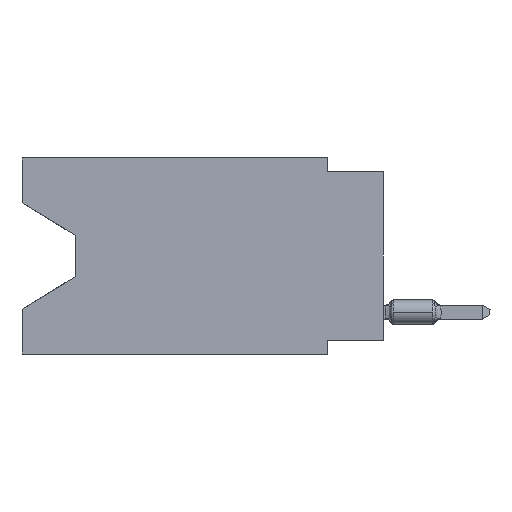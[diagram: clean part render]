
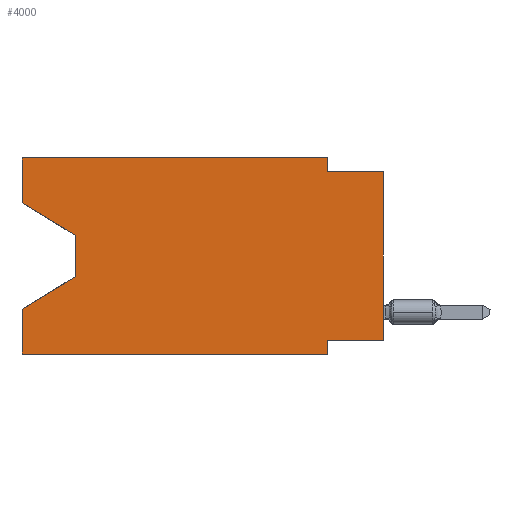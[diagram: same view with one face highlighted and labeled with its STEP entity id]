
A CAD part, left-side view. The second image highlights one B-rep face of the part: STEP entity #4000.
In plain terms, the highlighted planar face has unit normal (-1, 0, 0).
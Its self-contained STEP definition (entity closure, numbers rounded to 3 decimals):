
#85 = CARTESIAN_POINT ( 'NONE',  ( 0., 13.97, -5.385 ) ) ;
#623 = EDGE_CURVE ( 'NONE', #1538, #7508, #11896, .T. ) ;
#1084 = CARTESIAN_POINT ( 'NONE',  ( 0., 16.383, -8.89 ) ) ;
#1149 = CARTESIAN_POINT ( 'NONE',  ( 0., 2.54, 0. ) ) ;
#1538 = VERTEX_POINT ( 'NONE', #1149 ) ;
#1589 = CARTESIAN_POINT ( 'NONE',  ( 0., 16.383, -8.89 ) ) ;
#1961 = CARTESIAN_POINT ( 'NONE',  ( 0., 16.383, 0. ) ) ;
#2303 = EDGE_CURVE ( 'NONE', #17388, #20735, #26443, .T. ) ;
#2494 = LINE ( 'NONE', #15372, #12118 ) ;
#2571 = VERTEX_POINT ( 'NONE', #85 ) ;
#2767 = DIRECTION ( 'NONE',  ( 0., -1., 0. ) ) ;
#3038 = DIRECTION ( 'NONE',  ( 0., -1., 0. ) ) ;
#3144 = ORIENTED_EDGE ( 'NONE', *, *, #623, .F. ) ;
#4000 = ADVANCED_FACE ( 'NONE', ( #23151 ), #6237, .F. ) ;
#4136 = CARTESIAN_POINT ( 'NONE',  ( 0., 13.97, -5.385 ) ) ;
#4525 = DIRECTION ( 'NONE',  ( 0., -0.855, -0.519 ) ) ;
#4646 = ORIENTED_EDGE ( 'NONE', *, *, #25392, .T. ) ;
#4856 = DIRECTION ( 'NONE',  ( 0., 0., 1. ) ) ;
#5387 = CARTESIAN_POINT ( 'NONE',  ( 0., 0., -0.635 ) ) ;
#5535 = EDGE_CURVE ( 'NONE', #6180, #2571, #21072, .T. ) ;
#6090 = DIRECTION ( 'NONE',  ( 0., 0., -1. ) ) ;
#6180 = VERTEX_POINT ( 'NONE', #21951 ) ;
#6237 = PLANE ( 'NONE',  #26052 ) ;
#6583 = ORIENTED_EDGE ( 'NONE', *, *, #2303, .T. ) ;
#6682 = CARTESIAN_POINT ( 'NONE',  ( 0., 0., -0.635 ) ) ;
#7319 = LINE ( 'NONE', #5387, #9474 ) ;
#7444 = DIRECTION ( 'NONE',  ( 0., -1., 0. ) ) ;
#7508 = VERTEX_POINT ( 'NONE', #27006 ) ;
#8094 = EDGE_CURVE ( 'NONE', #16641, #6180, #21580, .T. ) ;
#8804 = VECTOR ( 'NONE', #6090, 1000. ) ;
#9474 = VECTOR ( 'NONE', #3038, 1000. ) ;
#9664 = EDGE_CURVE ( 'NONE', #26614, #20735, #16210, .T. ) ;
#10264 = CARTESIAN_POINT ( 'NONE',  ( 0., 0., -8.255 ) ) ;
#10342 = DIRECTION ( 'NONE',  ( 0., 0., 1. ) ) ;
#11548 = DIRECTION ( 'NONE',  ( 0., 1., 0. ) ) ;
#11896 = LINE ( 'NONE', #17870, #25481 ) ;
#12085 = ORIENTED_EDGE ( 'NONE', *, *, #24377, .F. ) ;
#12118 = VECTOR ( 'NONE', #4856, 1000. ) ;
#12601 = CARTESIAN_POINT ( 'NONE',  ( 0., 16.383, 0. ) ) ;
#12753 = EDGE_CURVE ( 'NONE', #17388, #15684, #16724, .T. ) ;
#12867 = VECTOR ( 'NONE', #14257, 1000. ) ;
#13020 = VECTOR ( 'NONE', #17292, 1000. ) ;
#13264 = CARTESIAN_POINT ( 'NONE',  ( 0., 16.383, -6.852 ) ) ;
#13317 = ORIENTED_EDGE ( 'NONE', *, *, #19558, .F. ) ;
#13387 = CARTESIAN_POINT ( 'NONE',  ( 0., 16.383, -2.038 ) ) ;
#14257 = DIRECTION ( 'NONE',  ( 0., 0., -1. ) ) ;
#14400 = CARTESIAN_POINT ( 'NONE',  ( 0., 2.54, -8.89 ) ) ;
#14568 = CARTESIAN_POINT ( 'NONE',  ( 0., 2.54, -8.255 ) ) ;
#14689 = DIRECTION ( 'NONE',  ( 1., 0., 0. ) ) ;
#14940 = LINE ( 'NONE', #4136, #13020 ) ;
#15237 = EDGE_LOOP ( 'NONE', ( #15752, #19411, #23090, #24356, #6583, #27096, #22205, #4646, #12085, #3144, #13317, #23397 ) ) ;
#15361 = CARTESIAN_POINT ( 'NONE',  ( 0., 2.54, -8.89 ) ) ;
#15372 = CARTESIAN_POINT ( 'NONE',  ( 0., 0., 0. ) ) ;
#15445 = EDGE_CURVE ( 'NONE', #2571, #15684, #14940, .T. ) ;
#15677 = VECTOR ( 'NONE', #25080, 1000. ) ;
#15684 = VERTEX_POINT ( 'NONE', #13264 ) ;
#15752 = ORIENTED_EDGE ( 'NONE', *, *, #8094, .T. ) ;
#16210 = LINE ( 'NONE', #14400, #12867 ) ;
#16500 = VERTEX_POINT ( 'NONE', #6682 ) ;
#16641 = VERTEX_POINT ( 'NONE', #18697 ) ;
#16724 = LINE ( 'NONE', #18537, #24052 ) ;
#17044 = CARTESIAN_POINT ( 'NONE',  ( 0., 16.383, 0. ) ) ;
#17292 = DIRECTION ( 'NONE',  ( 0., 0.855, -0.519 ) ) ;
#17388 = VERTEX_POINT ( 'NONE', #1589 ) ;
#17439 = CARTESIAN_POINT ( 'NONE',  ( 0., 16.383, 0. ) ) ;
#17870 = CARTESIAN_POINT ( 'NONE',  ( 0., 2.54, 0. ) ) ;
#17928 = CARTESIAN_POINT ( 'NONE',  ( 0., 0., -8.255 ) ) ;
#18537 = CARTESIAN_POINT ( 'NONE',  ( 0., 16.383, 0. ) ) ;
#18697 = CARTESIAN_POINT ( 'NONE',  ( 0., 16.383, -2.038 ) ) ;
#18718 = DIRECTION ( 'NONE',  ( 0., 0., -1. ) ) ;
#18765 = VECTOR ( 'NONE', #11548, 1000. ) ;
#18804 = VERTEX_POINT ( 'NONE', #10264 ) ;
#19120 = CARTESIAN_POINT ( 'NONE',  ( 0., 13.97, -3.505 ) ) ;
#19411 = ORIENTED_EDGE ( 'NONE', *, *, #5535, .T. ) ;
#19558 = EDGE_CURVE ( 'NONE', #26704, #1538, #19666, .T. ) ;
#19666 = LINE ( 'NONE', #17439, #27232 ) ;
#20374 = DIRECTION ( 'NONE',  ( 0., 0., -1. ) ) ;
#20735 = VERTEX_POINT ( 'NONE', #15361 ) ;
#20807 = LINE ( 'NONE', #12601, #15677 ) ;
#21072 = LINE ( 'NONE', #19120, #8804 ) ;
#21240 = VECTOR ( 'NONE', #4525, 1000. ) ;
#21580 = LINE ( 'NONE', #13387, #21240 ) ;
#21951 = CARTESIAN_POINT ( 'NONE',  ( 0., 13.97, -3.505 ) ) ;
#22205 = ORIENTED_EDGE ( 'NONE', *, *, #24564, .F. ) ;
#23090 = ORIENTED_EDGE ( 'NONE', *, *, #15445, .T. ) ;
#23151 = FACE_OUTER_BOUND ( 'NONE', #15237, .T. ) ;
#23397 = ORIENTED_EDGE ( 'NONE', *, *, #25297, .F. ) ;
#24052 = VECTOR ( 'NONE', #10342, 1000. ) ;
#24356 = ORIENTED_EDGE ( 'NONE', *, *, #12753, .F. ) ;
#24377 = EDGE_CURVE ( 'NONE', #7508, #16500, #7319, .T. ) ;
#24564 = EDGE_CURVE ( 'NONE', #18804, #26614, #26372, .T. ) ;
#25080 = DIRECTION ( 'NONE',  ( 0., 0., 1. ) ) ;
#25297 = EDGE_CURVE ( 'NONE', #16641, #26704, #20807, .T. ) ;
#25392 = EDGE_CURVE ( 'NONE', #18804, #16500, #2494, .T. ) ;
#25481 = VECTOR ( 'NONE', #20374, 1000. ) ;
#26052 = AXIS2_PLACEMENT_3D ( 'NONE', #17044, #14689, #18718 ) ;
#26372 = LINE ( 'NONE', #17928, #18765 ) ;
#26443 = LINE ( 'NONE', #1084, #27340 ) ;
#26614 = VERTEX_POINT ( 'NONE', #14568 ) ;
#26704 = VERTEX_POINT ( 'NONE', #1961 ) ;
#27006 = CARTESIAN_POINT ( 'NONE',  ( 0., 2.54, -0.635 ) ) ;
#27096 = ORIENTED_EDGE ( 'NONE', *, *, #9664, .F. ) ;
#27232 = VECTOR ( 'NONE', #7444, 1000. ) ;
#27340 = VECTOR ( 'NONE', #2767, 1000. ) ;
